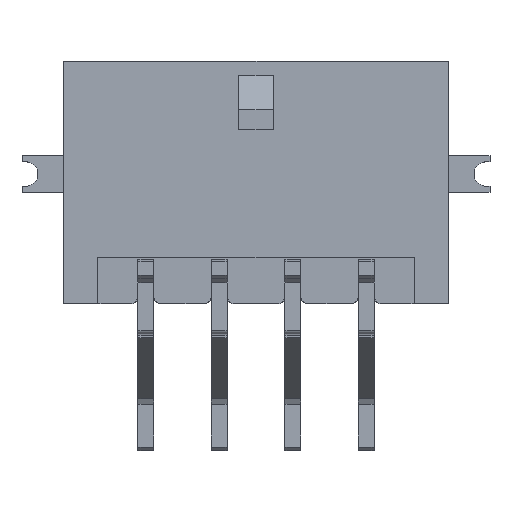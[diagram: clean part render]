
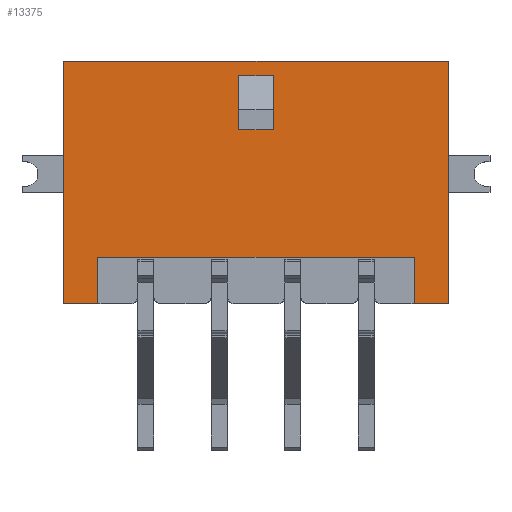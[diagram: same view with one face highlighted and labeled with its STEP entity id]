
A CAD part, top view. The second image highlights one B-rep face of the part: STEP entity #13375.
In plain terms, the highlighted face is planar.
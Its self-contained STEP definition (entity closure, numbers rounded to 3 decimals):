
#992=ORIENTED_EDGE('',*,*,#3377,.F.);
#993=ORIENTED_EDGE('',*,*,#3653,.F.);
#994=ORIENTED_EDGE('',*,*,#3654,.T.);
#995=ORIENTED_EDGE('',*,*,#3655,.T.);
#996=ORIENTED_EDGE('',*,*,#3656,.F.);
#997=ORIENTED_EDGE('',*,*,#3657,.F.);
#998=ORIENTED_EDGE('',*,*,#3372,.F.);
#999=ORIENTED_EDGE('',*,*,#3375,.F.);
#1000=ORIENTED_EDGE('',*,*,#3340,.T.);
#1001=ORIENTED_EDGE('',*,*,#3347,.T.);
#1002=ORIENTED_EDGE('',*,*,#3336,.F.);
#1003=ORIENTED_EDGE('',*,*,#3345,.F.);
#3336=EDGE_CURVE('',#4739,#4740,#5678,.T.);
#3340=EDGE_CURVE('',#4743,#4744,#5682,.T.);
#3345=EDGE_CURVE('',#4743,#4739,#5687,.T.);
#3347=EDGE_CURVE('',#4744,#4740,#5689,.T.);
#3372=EDGE_CURVE('',#4767,#4768,#5706,.T.);
#3375=EDGE_CURVE('',#4769,#4767,#5709,.T.);
#3377=EDGE_CURVE('',#4770,#4769,#5711,.T.);
#3653=EDGE_CURVE('',#4959,#4770,#5975,.T.);
#3654=EDGE_CURVE('',#4959,#4960,#5976,.T.);
#3655=EDGE_CURVE('',#4960,#4961,#5977,.T.);
#3656=EDGE_CURVE('',#4962,#4961,#5978,.T.);
#3657=EDGE_CURVE('',#4768,#4962,#5979,.T.);
#4739=VERTEX_POINT('',#17638);
#4740=VERTEX_POINT('',#17639);
#4743=VERTEX_POINT('',#17647);
#4744=VERTEX_POINT('',#17648);
#4767=VERTEX_POINT('',#17708);
#4768=VERTEX_POINT('',#17709);
#4769=VERTEX_POINT('',#17714);
#4770=VERTEX_POINT('',#17718);
#4959=VERTEX_POINT('',#18258);
#4960=VERTEX_POINT('',#18260);
#4961=VERTEX_POINT('',#18262);
#4962=VERTEX_POINT('',#18264);
#5678=LINE('',#17637,#7000);
#5682=LINE('',#17646,#7004);
#5687=LINE('',#17656,#7009);
#5689=LINE('',#17660,#7011);
#5706=LINE('',#17707,#7028);
#5709=LINE('',#17713,#7031);
#5711=LINE('',#17717,#7033);
#5975=LINE('',#18257,#7297);
#5976=LINE('',#18259,#7298);
#5977=LINE('',#18261,#7299);
#5978=LINE('',#18263,#7300);
#5979=LINE('',#18265,#7301);
#7000=VECTOR('',#14827,1000.);
#7004=VECTOR('',#14833,1000.);
#7009=VECTOR('',#14840,1000.);
#7011=VECTOR('',#14846,1000.);
#7028=VECTOR('',#14883,1000.);
#7031=VECTOR('',#14888,1000.);
#7033=VECTOR('',#14892,1000.);
#7297=VECTOR('',#15330,1000.);
#7298=VECTOR('',#15331,1000.);
#7299=VECTOR('',#15332,1000.);
#7300=VECTOR('',#15333,1000.);
#7301=VECTOR('',#15334,1000.);
#8154=EDGE_LOOP('',(#992,#993,#994,#995,#996,#997,#998,#999));
#8155=EDGE_LOOP('',(#1000,#1001,#1002,#1003));
#8700=FACE_BOUND('',#8154,.T.);
#8701=FACE_BOUND('',#8155,.T.);
#9238=PLANE('',#13925);
#13375=ADVANCED_FACE('',(#8700,#8701),#9238,.T.);
#13925=AXIS2_PLACEMENT_3D('',#18256,#15328,#15329);
#14827=DIRECTION('',(0.,0.,1.));
#14833=DIRECTION('',(0.,0.,1.));
#14840=DIRECTION('',(0.,-1.,0.));
#14846=DIRECTION('',(0.,-1.,0.));
#14883=DIRECTION('',(0.,0.,-1.));
#14888=DIRECTION('',(0.,1.,0.));
#14892=DIRECTION('',(0.,0.,1.));
#15328=DIRECTION('',(-1.,0.,0.));
#15329=DIRECTION('',(0.,0.,1.));
#15330=DIRECTION('',(0.,1.,0.));
#15331=DIRECTION('',(0.,0.,1.));
#15332=DIRECTION('',(0.,1.,0.));
#15333=DIRECTION('',(0.,0.,1.));
#15334=DIRECTION('',(0.,1.,0.));
#17637=CARTESIAN_POINT('',(-3.43,-0.7,2.15));
#17638=CARTESIAN_POINT('',(-3.43,-0.7,2.15));
#17639=CARTESIAN_POINT('',(-3.43,-0.7,4.35));
#17646=CARTESIAN_POINT('',(-3.43,0.7,2.15));
#17647=CARTESIAN_POINT('',(-3.43,0.7,2.15));
#17648=CARTESIAN_POINT('',(-3.43,0.7,4.35));
#17656=CARTESIAN_POINT('',(-3.43,0.7,2.15));
#17660=CARTESIAN_POINT('',(-3.43,0.7,4.35));
#17707=CARTESIAN_POINT('',(-3.43,6.45,-3.05));
#17708=CARTESIAN_POINT('',(-3.43,6.45,-3.05));
#17709=CARTESIAN_POINT('',(-3.43,6.45,-4.95));
#17713=CARTESIAN_POINT('',(-3.43,-6.45,-3.05));
#17714=CARTESIAN_POINT('',(-3.43,-6.45,-3.05));
#17717=CARTESIAN_POINT('',(-3.43,-6.45,-4.95));
#17718=CARTESIAN_POINT('',(-3.43,-6.45,-4.95));
#18256=CARTESIAN_POINT('',(-3.43,-7.85,-4.95));
#18257=CARTESIAN_POINT('',(-3.43,-7.85,-4.95));
#18258=CARTESIAN_POINT('',(-3.43,-7.85,-4.95));
#18259=CARTESIAN_POINT('',(-3.43,-7.85,-4.95));
#18260=CARTESIAN_POINT('',(-3.43,-7.85,4.95));
#18261=CARTESIAN_POINT('',(-3.43,-7.85,4.95));
#18262=CARTESIAN_POINT('',(-3.43,7.85,4.95));
#18263=CARTESIAN_POINT('',(-3.43,7.85,-4.95));
#18264=CARTESIAN_POINT('',(-3.43,7.85,-4.95));
#18265=CARTESIAN_POINT('',(-3.43,-7.85,-4.95));
